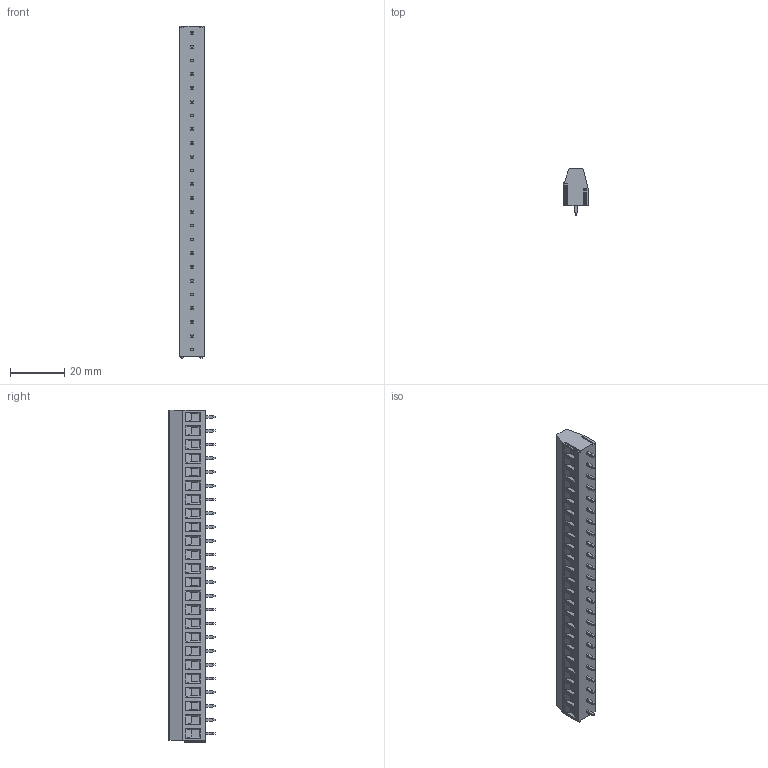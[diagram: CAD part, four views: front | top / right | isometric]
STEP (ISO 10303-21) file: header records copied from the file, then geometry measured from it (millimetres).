
FILE_DESCRIPTION((''),'2;1');
FILE_NAME('PRT0053','2025-01-13T',('yanfa'),(''),'PRO/ENGINEER BY PARAMETRIC TECHNOLOGY CORPORATION, 2009280','PRO/ENGINEER BY PARAMETRIC TECHNOLOGY CORPORATION, 2009280','');
FILE_SCHEMA(('AUTOMOTIVE_DESIGN_CC2 { 1 2 10303 214 -1 1 5 2 }'));
Length unit declared in the file: millimetre
Products named in the file (1): PRT0053
Bounding box: 9 x 17 x 122.52 mm (x, y, z)
Volume: 12614.2 mm3; surface area: 6607.8 mm2
Topology: 1 solids, 1 shells, 923 faces, 2211 edges, 1362 vertices
Faces by surface type: plane 625, cylinder 154, cone 96, torus 48
Entity records: 26545 total; most frequent: CARTESIAN_POINT 4976, DIRECTION 4461, ORIENTED_EDGE 4422, EDGE_CURVE 2211, VECTOR 1615, LINE 1615, AXIS2_PLACEMENT_3D 1423, VERTEX_POINT 1362
